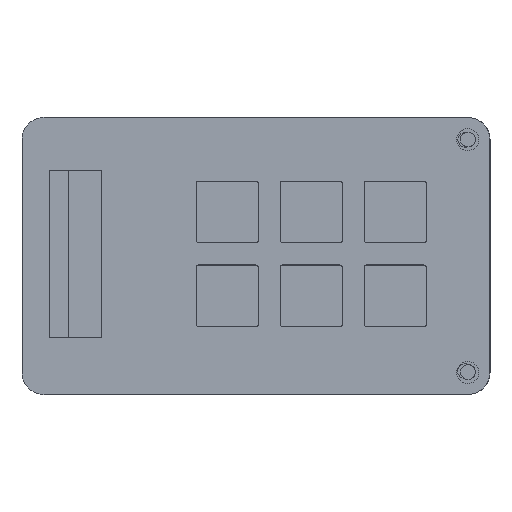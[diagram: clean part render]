
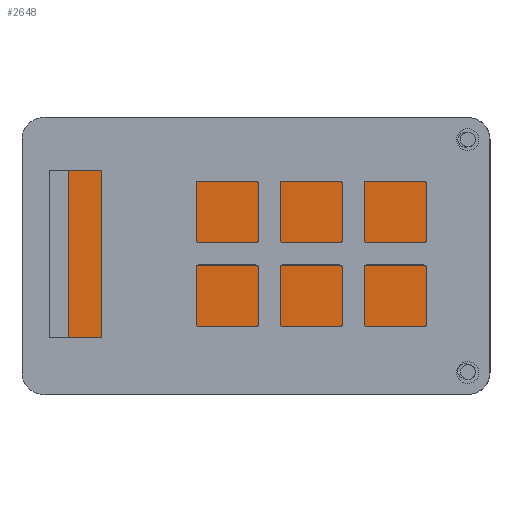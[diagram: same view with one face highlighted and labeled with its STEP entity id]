
A CAD part, top view. The second image highlights one B-rep face of the part: STEP entity #2648.
In plain terms, the highlighted planar face has unit normal (0, 0, 1).
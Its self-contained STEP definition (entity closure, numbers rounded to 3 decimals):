
#341=FACE_OUTER_BOUND('',#501,.T.);
#501=EDGE_LOOP('',(#2192,#2193,#2194,#2195));
#735=LINE('',#4066,#983);
#749=LINE('',#4110,#997);
#751=LINE('',#4114,#999);
#752=LINE('',#4115,#1000);
#983=VECTOR('',#3381,10.);
#997=VECTOR('',#3417,10.);
#999=VECTOR('',#3421,10.);
#1000=VECTOR('',#3422,10.);
#1215=VERTEX_POINT('',#4060);
#1217=VERTEX_POINT('',#4064);
#1236=VERTEX_POINT('',#4109);
#1237=VERTEX_POINT('',#4113);
#1551=EDGE_CURVE('',#1215,#1217,#735,.T.);
#1573=EDGE_CURVE('',#1215,#1236,#749,.T.);
#1575=EDGE_CURVE('',#1237,#1217,#751,.T.);
#1576=EDGE_CURVE('',#1236,#1237,#752,.T.);
#2192=ORIENTED_EDGE('',*,*,#1551,.T.);
#2193=ORIENTED_EDGE('',*,*,#1575,.F.);
#2194=ORIENTED_EDGE('',*,*,#1576,.F.);
#2195=ORIENTED_EDGE('',*,*,#1573,.F.);
#2544=PLANE('',#2871);
#2648=ADVANCED_FACE('',(#341),#2544,.T.);
#2871=AXIS2_PLACEMENT_3D('',#4112,#3419,#3420);
#3381=DIRECTION('',(0.,-1.,0.));
#3417=DIRECTION('',(1.,0.,0.));
#3419=DIRECTION('center_axis',(0.,0.,1.));
#3420=DIRECTION('ref_axis',(1.,0.,0.));
#3421=DIRECTION('',(-1.,0.,0.));
#3422=DIRECTION('',(0.,-1.,0.));
#4060=CARTESIAN_POINT('',(-63.703,50.,11.));
#4064=CARTESIAN_POINT('',(-63.703,7.138,11.));
#4066=CARTESIAN_POINT('',(-63.703,28.563,11.));
#4109=CARTESIAN_POINT('',(22.444,50.,11.));
#4110=CARTESIAN_POINT('',(-69.389,50.,11.));
#4112=CARTESIAN_POINT('Origin',(-38.778,28.569,11.));
#4113=CARTESIAN_POINT('',(22.444,7.138,11.));
#4114=CARTESIAN_POINT('',(-8.167,7.138,11.));
#4115=CARTESIAN_POINT('',(22.444,39.284,11.));
